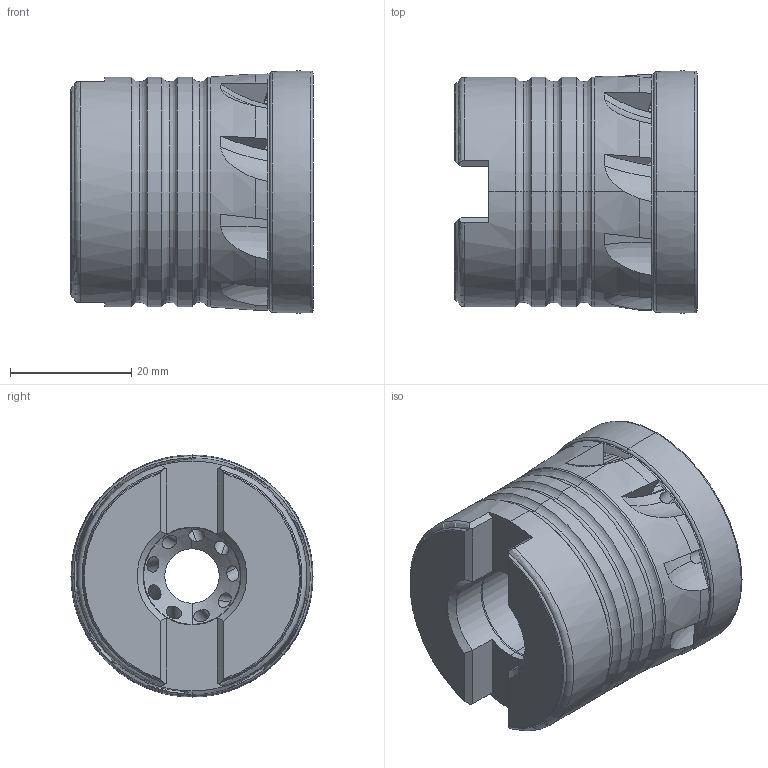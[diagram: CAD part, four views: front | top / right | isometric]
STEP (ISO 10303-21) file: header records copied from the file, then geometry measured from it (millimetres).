
FILE_DESCRIPTION (( 'STEP AP214' ), '1' );
FILE_NAME ('90PP-040-63-16-9.STEP', '2011-12-20T08:17:58', ( '' ), ( '' ), 'SwSTEP 2.0', 'SolidWorks 2011', '' );
FILE_SCHEMA (( 'AUTOMOTIVE_DESIGN' ));
Length unit declared in the file: millimetre
Products named in the file (1): 90PP-040-63-16-9
Bounding box: 40 x 40 x 40 mm (x, y, z)
Volume: 35403.7 mm3; surface area: 11080.1 mm2
Topology: 1 solids, 1 shells, 224 faces, 692 edges, 443 vertices
Faces by surface type: plane 73, cylinder 55, cone 54, torus 33, bspline 9
Entity records: 9042 total; most frequent: CARTESIAN_POINT 3313, ORIENTED_EDGE 1384, DIRECTION 1025, EDGE_CURVE 692, VERTEX_POINT 443, AXIS2_PLACEMENT_3D 421, B_SPLINE_CURVE_WITH_KNOTS 246, EDGE_LOOP 235
